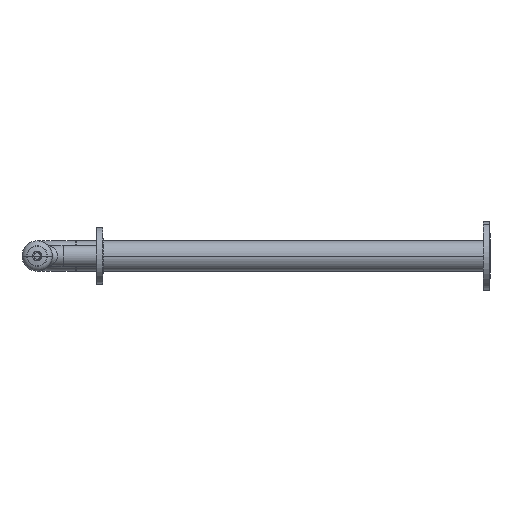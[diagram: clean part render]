
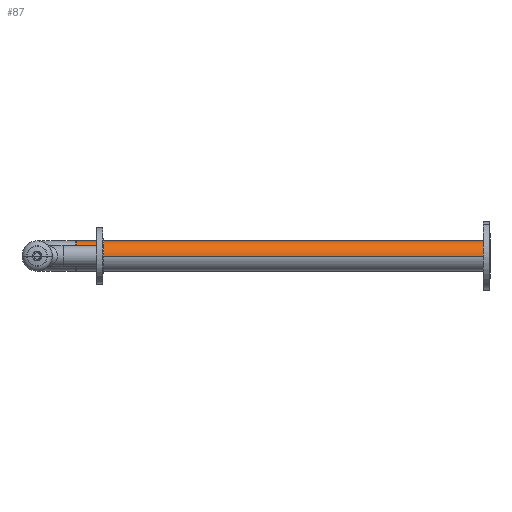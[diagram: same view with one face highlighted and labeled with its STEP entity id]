
A CAD part, left-side view. The second image highlights one B-rep face of the part: STEP entity #87.
In plain terms, the highlighted cylindrical face has radius 44.45 mm (diameter 88.9 mm), a partial arc.
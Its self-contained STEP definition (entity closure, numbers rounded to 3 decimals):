
#48 = AXIS2_PLACEMENT_3D ( 'NONE', #202, #2012, #3826 ) ;
#78 = VERTEX_POINT ( 'NONE', #1252 ) ;
#87 = ADVANCED_FACE ( 'NONE', ( #4385 ), #1703, .T. ) ;
#202 = CARTESIAN_POINT ( 'NONE',  ( 970., -1323., 0. ) ) ;
#211 = CARTESIAN_POINT ( 'NONE',  ( 970., -1323., 0. ) ) ;
#398 = CARTESIAN_POINT ( 'NONE',  ( 1014.45, -114.5, 0. ) ) ;
#815 = CARTESIAN_POINT ( 'NONE',  ( 970., -114.5, 0. ) ) ;
#899 = EDGE_LOOP ( 'NONE', ( #3803, #3182, #1916, #4718 ) ) ;
#1081 = CARTESIAN_POINT ( 'NONE',  ( 1014.45, -1323., 0. ) ) ;
#1082 = AXIS2_PLACEMENT_3D ( 'NONE', #815, #4900, #1769 ) ;
#1175 = CARTESIAN_POINT ( 'NONE',  ( 925.55, -1323., 0. ) ) ;
#1252 = CARTESIAN_POINT ( 'NONE',  ( 1014.45, -1323., 0. ) ) ;
#1502 = LINE ( 'NONE', #1081, #3001 ) ;
#1703 = CYLINDRICAL_SURFACE ( 'NONE', #5730, 44.45 ) ;
#1769 = DIRECTION ( 'NONE',  ( 1., 0., 0. ) ) ;
#1916 = ORIENTED_EDGE ( 'NONE', *, *, #5568, .T. ) ;
#2012 = DIRECTION ( 'NONE',  ( 0., -1., 0. ) ) ;
#2022 = DIRECTION ( 'NONE',  ( -1., 0., 0. ) ) ;
#2115 = DIRECTION ( 'NONE',  ( 0., 1., 0. ) ) ;
#2309 = EDGE_CURVE ( 'NONE', #78, #4958, #1502, .T. ) ;
#2454 = DIRECTION ( 'NONE',  ( 0., 1., 0. ) ) ;
#2893 = DIRECTION ( 'NONE',  ( 0., 1., 0. ) ) ;
#3001 = VECTOR ( 'NONE', #2893, 1000. ) ;
#3124 = EDGE_CURVE ( 'NONE', #78, #5277, #3559, .T. ) ;
#3182 = ORIENTED_EDGE ( 'NONE', *, *, #2309, .T. ) ;
#3359 = VECTOR ( 'NONE', #2454, 1000. ) ;
#3559 = CIRCLE ( 'NONE', #48, 44.45 ) ;
#3627 = CIRCLE ( 'NONE', #1082, 44.45 ) ;
#3683 = VERTEX_POINT ( 'NONE', #5036 ) ;
#3803 = ORIENTED_EDGE ( 'NONE', *, *, #3124, .F. ) ;
#3826 = DIRECTION ( 'NONE',  ( 1., 0., 0. ) ) ;
#4385 = FACE_OUTER_BOUND ( 'NONE', #899, .T. ) ;
#4685 = CARTESIAN_POINT ( 'NONE',  ( 925.55, -1323., 0. ) ) ;
#4718 = ORIENTED_EDGE ( 'NONE', *, *, #5669, .F. ) ;
#4900 = DIRECTION ( 'NONE',  ( 0., -1., 0. ) ) ;
#4958 = VERTEX_POINT ( 'NONE', #398 ) ;
#5036 = CARTESIAN_POINT ( 'NONE',  ( 925.55, -114.5, 0. ) ) ;
#5277 = VERTEX_POINT ( 'NONE', #1175 ) ;
#5568 = EDGE_CURVE ( 'NONE', #4958, #3683, #3627, .T. ) ;
#5606 = LINE ( 'NONE', #4685, #3359 ) ;
#5669 = EDGE_CURVE ( 'NONE', #5277, #3683, #5606, .T. ) ;
#5730 = AXIS2_PLACEMENT_3D ( 'NONE', #211, #2115, #2022 ) ;
